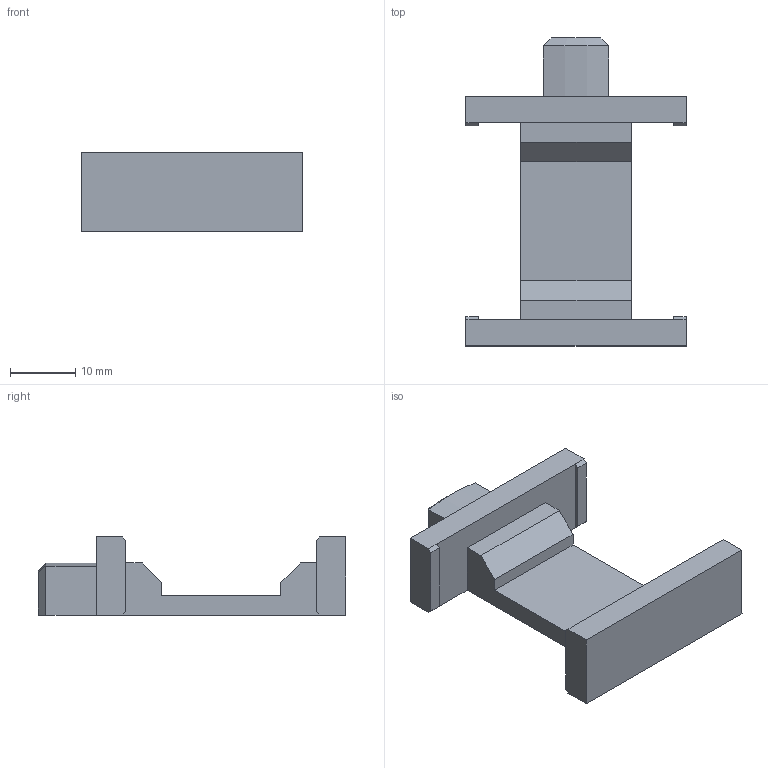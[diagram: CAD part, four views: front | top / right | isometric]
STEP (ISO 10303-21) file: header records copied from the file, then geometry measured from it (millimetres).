
FILE_DESCRIPTION(/* description */ (''),/* implementation_level */ '2;1');
FILE_NAME(/* name */ 'horn_cuff_looser.step',/* time_stamp */ '2024-06-27T21:15:49+02:00',/* author */ (''),/* organization */ (''),/* preprocessor_version */ 'ST-DEVELOPER v20',/* originating_system */ 'Autodesk Translation Framework v13.14.0.145',/* authorisation */ '');
FILE_SCHEMA (('AUTOMOTIVE_DESIGN { 1 0 10303 214 3 1 1 }'));
Length unit declared in the file: millimetre
Products named in the file (2): horn_cuff; Horn_Cuff_Clip
Assembly tree (1 placements, depth 2):
  horn_cuff
    Horn_Cuff_Clip
Bounding box: 33.82 x 47.3 x 12 mm (x, y, z)
Volume: 6397.1 mm3; surface area: 3855 mm2
Topology: 1 solids, 1 shells, 43 faces, 113 edges, 72 vertices
Faces by surface type: plane 41, cone 1, cylinder 1
Entity records: 1345 total; most frequent: CARTESIAN_POINT 237, ORIENTED_EDGE 226, DIRECTION 206, EDGE_CURVE 113, LINE 108, VECTOR 108, VERTEX_POINT 72, AXIS2_PLACEMENT_3D 49
